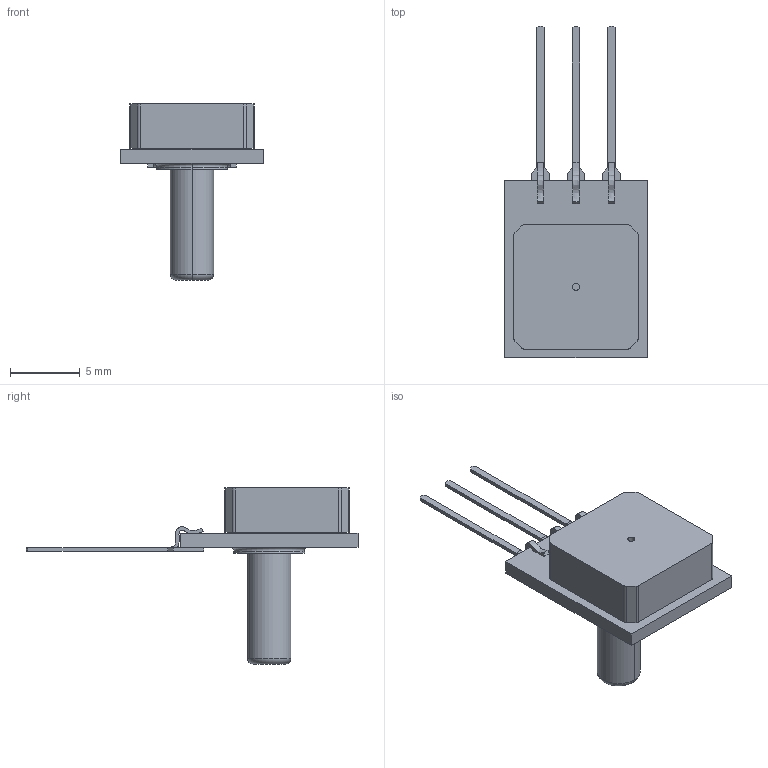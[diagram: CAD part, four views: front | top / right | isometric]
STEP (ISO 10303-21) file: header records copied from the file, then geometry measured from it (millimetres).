
FILE_DESCRIPTION((''),'2;1');
FILE_NAME('TR1-11X-ELEMENT','2018-10-09T14:35:08',('RICKB'),('Bourns, Inc.'),'CREO PARAMETRIC BY PTC INC, 2018050','CREO PARAMETRIC BY PTC INC, 2018050','');
FILE_SCHEMA(('AUTOMOTIVE_DESIGN { 1 0 10303 214 1 1 1 1 }'));
Length unit declared in the file: inch
Products named in the file (1): TR1-11X-ELEMENT
Bounding box: 10.16 x 23.75 x 12.59 mm (x, y, z)
Volume: 302.6 mm3; surface area: 885.9 mm2
Topology: 6 solids, 6 shells, 147 faces, 363 edges, 222 vertices
Faces by surface type: plane 85, cylinder 34, torus 14, bspline 8, extrusion 6
Entity records: 5211 total; most frequent: CARTESIAN_POINT 1732, ORIENTED_EDGE 710, DIRECTION 654, EDGE_CURVE 355, VECTOR 244, LINE 238, VERTEX_POINT 222, AXIS2_PLACEMENT_3D 205
